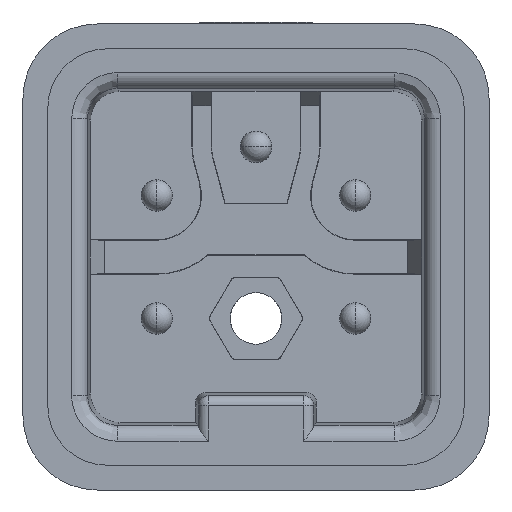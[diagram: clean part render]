
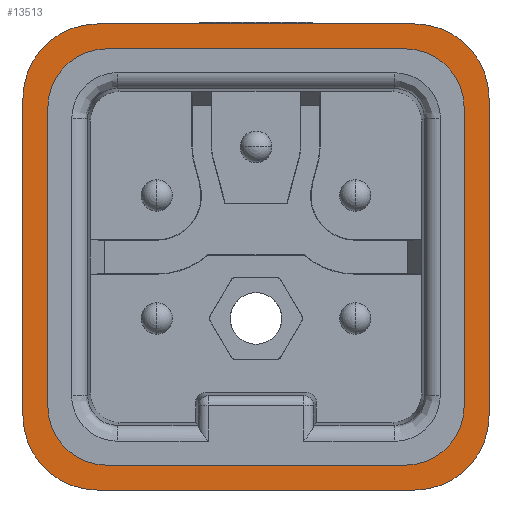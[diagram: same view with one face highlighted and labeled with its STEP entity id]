
A CAD part, front view. The second image highlights one B-rep face of the part: STEP entity #13513.
In plain terms, the highlighted planar face has unit normal (0, -1, 0).
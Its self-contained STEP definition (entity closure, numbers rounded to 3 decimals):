
#2686=CARTESIAN_POINT('',(-7.5,3.75,7.5));
#2687=DIRECTION('',(0.,-1.,0.));
#2688=DIRECTION('',(0.,0.,1.));
#2689=AXIS2_PLACEMENT_3D('',#2686,#2687,#2688);
#2701=CARTESIAN_POINT('',(8.,3.75,8.));
#2702=DIRECTION('',(0.,1.,0.));
#2703=DIRECTION('',(0.,0.,1.));
#2704=AXIS2_PLACEMENT_3D('',#2701,#2702,#2703);
#2706=CARTESIAN_POINT('',(8.,3.75,-8.));
#2707=DIRECTION('',(0.,1.,0.));
#2708=DIRECTION('',(1.,0.,0.));
#2709=AXIS2_PLACEMENT_3D('',#2706,#2707,#2708);
#2711=CARTESIAN_POINT('',(-8.,3.75,-8.));
#2712=DIRECTION('',(0.,1.,0.));
#2713=DIRECTION('',(0.,0.,-1.));
#2714=AXIS2_PLACEMENT_3D('',#2711,#2712,#2713);
#2716=CARTESIAN_POINT('',(-8.,3.75,8.));
#2717=DIRECTION('',(0.,1.,0.));
#2718=DIRECTION('',(-1.,0.,0.));
#2719=AXIS2_PLACEMENT_3D('',#2716,#2717,#2718);
#2721=DIRECTION('',(-1.,0.,0.));
#2722=VECTOR('',#2721,16.);
#2723=CARTESIAN_POINT('',(8.,3.75,11.75));
#2724=LINE('',#2723,#2722);
#2769=DIRECTION('',(0.,0.,1.));
#2770=VECTOR('',#2769,16.);
#2771=CARTESIAN_POINT('',(11.75,3.75,-8.));
#2772=LINE('',#2771,#2770);
#2781=DIRECTION('',(1.,0.,0.));
#2782=VECTOR('',#2781,16.);
#2783=CARTESIAN_POINT('',(-8.,3.75,-11.75));
#2784=LINE('',#2783,#2782);
#2793=DIRECTION('',(0.,0.,-1.));
#2794=VECTOR('',#2793,16.);
#2795=CARTESIAN_POINT('',(-11.75,3.75,8.));
#2796=LINE('',#2795,#2794);
#2805=DIRECTION('',(0.,0.,-1.));
#2806=VECTOR('',#2805,15.);
#2807=CARTESIAN_POINT('',(10.5,3.75,7.5));
#2808=LINE('',#2807,#2806);
#2833=CARTESIAN_POINT('',(7.5,3.75,-7.5));
#2834=DIRECTION('',(0.,-1.,0.));
#2835=DIRECTION('',(0.,0.,-1.));
#2836=AXIS2_PLACEMENT_3D('',#2833,#2834,#2835);
#2848=DIRECTION('',(-1.,0.,0.));
#2849=VECTOR('',#2848,15.);
#2850=CARTESIAN_POINT('',(7.5,3.75,-10.5));
#2851=LINE('',#2850,#2849);
#2876=CARTESIAN_POINT('',(-7.5,3.75,-7.5));
#2877=DIRECTION('',(0.,-1.,0.));
#2878=DIRECTION('',(-1.,0.,0.));
#2879=AXIS2_PLACEMENT_3D('',#2876,#2877,#2878);
#2891=DIRECTION('',(0.,0.,1.));
#2892=VECTOR('',#2891,15.);
#2893=CARTESIAN_POINT('',(-10.5,3.75,-7.5));
#2894=LINE('',#2893,#2892);
#2943=CARTESIAN_POINT('',(7.5,3.75,7.5));
#2944=DIRECTION('',(0.,-1.,0.));
#2945=DIRECTION('',(1.,0.,0.));
#2946=AXIS2_PLACEMENT_3D('',#2943,#2944,#2945);
#2958=DIRECTION('',(1.,0.,0.));
#2959=VECTOR('',#2958,15.);
#2960=CARTESIAN_POINT('',(-7.5,3.75,10.5));
#2961=LINE('',#2960,#2959);
#8222=CARTESIAN_POINT('',(8.,3.75,11.75));
#8223=CARTESIAN_POINT('',(-8.,3.75,11.75));
#8224=VERTEX_POINT('',#8222);
#8225=VERTEX_POINT('',#8223);
#8226=CARTESIAN_POINT('',(11.75,3.75,8.));
#8227=VERTEX_POINT('',#8226);
#8228=CARTESIAN_POINT('',(11.75,3.75,-8.));
#8229=VERTEX_POINT('',#8228);
#8230=CARTESIAN_POINT('',(8.,3.75,-11.75));
#8231=VERTEX_POINT('',#8230);
#8232=CARTESIAN_POINT('',(-8.,3.75,-11.75));
#8233=VERTEX_POINT('',#8232);
#8234=CARTESIAN_POINT('',(-11.75,3.75,-8.));
#8235=VERTEX_POINT('',#8234);
#8236=CARTESIAN_POINT('',(-11.75,3.75,8.));
#8237=VERTEX_POINT('',#8236);
#8254=CARTESIAN_POINT('',(10.5,3.75,7.5));
#8255=CARTESIAN_POINT('',(10.5,3.75,-7.5));
#8256=VERTEX_POINT('',#8254);
#8257=VERTEX_POINT('',#8255);
#8262=CARTESIAN_POINT('',(7.5,3.75,-10.5));
#8263=CARTESIAN_POINT('',(-7.5,3.75,-10.5));
#8264=VERTEX_POINT('',#8262);
#8265=VERTEX_POINT('',#8263);
#8270=CARTESIAN_POINT('',(-10.5,3.75,-7.5));
#8271=CARTESIAN_POINT('',(-10.5,3.75,7.5));
#8272=VERTEX_POINT('',#8270);
#8273=VERTEX_POINT('',#8271);
#8278=CARTESIAN_POINT('',(-7.5,3.75,10.5));
#8279=CARTESIAN_POINT('',(7.5,3.75,10.5));
#8280=VERTEX_POINT('',#8278);
#8281=VERTEX_POINT('',#8279);
#13473=CARTESIAN_POINT('',(0.,3.75,10.72));
#13474=DIRECTION('',(0.,-1.,0.));
#13475=DIRECTION('',(0.,0.,1.));
#13476=AXIS2_PLACEMENT_3D('',#13473,#13474,#13475);
#13477=PLANE('',#13476);
#13479=ORIENTED_EDGE('',*,*,#13478,.F.);
#13481=ORIENTED_EDGE('',*,*,#13480,.T.);
#13483=ORIENTED_EDGE('',*,*,#13482,.F.);
#13485=ORIENTED_EDGE('',*,*,#13484,.T.);
#13487=ORIENTED_EDGE('',*,*,#13486,.F.);
#13489=ORIENTED_EDGE('',*,*,#13488,.T.);
#13491=ORIENTED_EDGE('',*,*,#13490,.F.);
#13493=ORIENTED_EDGE('',*,*,#13492,.T.);
#13494=EDGE_LOOP('',(#13479,#13481,#13483,#13485,#13487,#13489,#13491,#13493));
#13495=FACE_OUTER_BOUND('',#13494,.F.);
#13497=ORIENTED_EDGE('',*,*,#13496,.F.);
#13499=ORIENTED_EDGE('',*,*,#13498,.T.);
#13501=ORIENTED_EDGE('',*,*,#13500,.F.);
#13502=ORIENTED_EDGE('',*,*,#13433,.T.);
#13504=ORIENTED_EDGE('',*,*,#13503,.F.);
#13506=ORIENTED_EDGE('',*,*,#13505,.T.);
#13508=ORIENTED_EDGE('',*,*,#13507,.F.);
#13510=ORIENTED_EDGE('',*,*,#13509,.T.);
#13511=EDGE_LOOP('',(#13497,#13499,#13501,#13502,#13504,#13506,#13508,#13510));
#13512=FACE_BOUND('',#13511,.F.);
#2690=CIRCLE('',#2689,3.);
#2705=CIRCLE('',#2704,3.75);
#2710=CIRCLE('',#2709,3.75);
#2715=CIRCLE('',#2714,3.75);
#2720=CIRCLE('',#2719,3.75);
#2837=CIRCLE('',#2836,3.);
#2880=CIRCLE('',#2879,3.);
#2947=CIRCLE('',#2946,3.);
#13433=EDGE_CURVE('',#8280,#8273,#2690,.T.);
#13478=EDGE_CURVE('',#8224,#8225,#2724,.T.);
#13480=EDGE_CURVE('',#8224,#8227,#2705,.T.);
#13482=EDGE_CURVE('',#8229,#8227,#2772,.T.);
#13484=EDGE_CURVE('',#8229,#8231,#2710,.T.);
#13486=EDGE_CURVE('',#8233,#8231,#2784,.T.);
#13488=EDGE_CURVE('',#8233,#8235,#2715,.T.);
#13490=EDGE_CURVE('',#8237,#8235,#2796,.T.);
#13492=EDGE_CURVE('',#8237,#8225,#2720,.T.);
#13496=EDGE_CURVE('',#8256,#8257,#2808,.T.);
#13498=EDGE_CURVE('',#8256,#8281,#2947,.T.);
#13500=EDGE_CURVE('',#8280,#8281,#2961,.T.);
#13503=EDGE_CURVE('',#8272,#8273,#2894,.T.);
#13505=EDGE_CURVE('',#8272,#8265,#2880,.T.);
#13507=EDGE_CURVE('',#8264,#8265,#2851,.T.);
#13509=EDGE_CURVE('',#8264,#8257,#2837,.T.);
#13513=ADVANCED_FACE('',(#13495,#13512),#13477,.T.);
